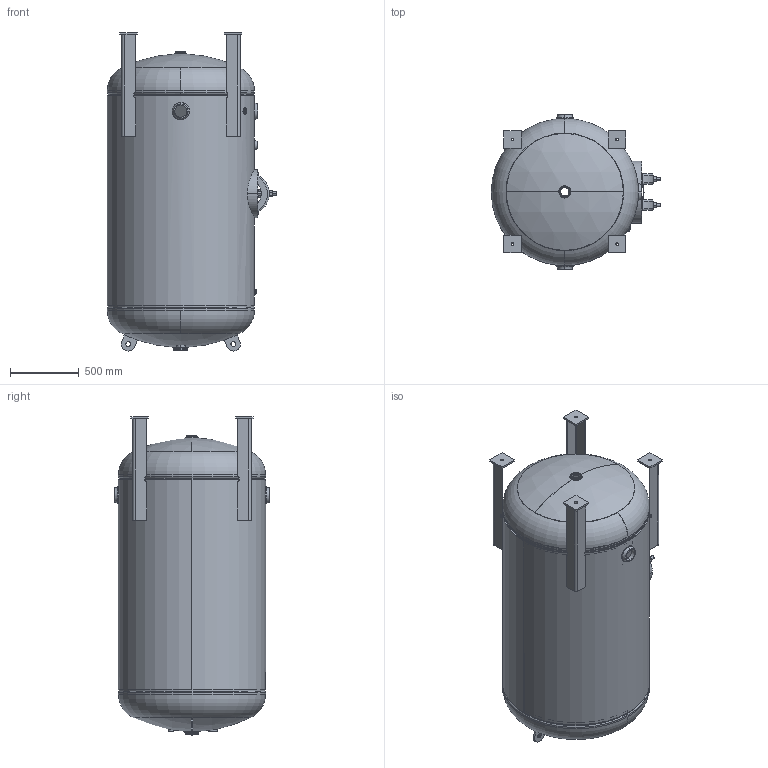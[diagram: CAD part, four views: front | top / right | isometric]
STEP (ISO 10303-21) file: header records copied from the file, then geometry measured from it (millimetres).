
FILE_DESCRIPTION (( 'STEP AP203' ), '1' );
FILE_NAME ('302519.STEP', '2012-03-05T16:34:47', ( '' ), ( '' ), 'SwSTEP 2.0', 'SolidWorks 2011', '' );
FILE_SCHEMA (( 'CONFIG_CONTROL_DESIGN' ));
Length unit declared in the file: inch
Products named in the file (1): 302519
Bounding box: 1228.63 x 1117.85 x 2306.68 mm (x, y, z)
Surface area: 16225310.7 mm2 (no closed solid volume)
Topology: 0 solids, 43 shells, 376 faces, 1103 edges, 761 vertices
Faces by surface type: plane 166, cylinder 116, torus 66, bspline 22, sphere 6
Full cylindrical faces by diameter (mm): 1054.1 x1, 1066.8 x1
Entity records: 19280 total; most frequent: CARTESIAN_POINT 9418, DIRECTION 2069, ORIENTED_EDGE 1825, EDGE_CURVE 1103, AXIS2_PLACEMENT_3D 781, VERTEX_POINT 761, VECTOR 507, LINE 507
